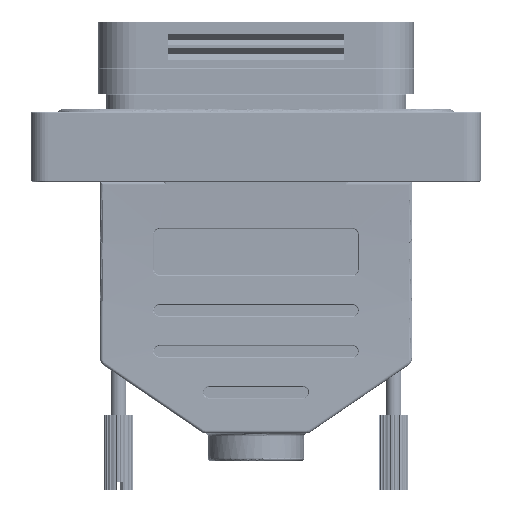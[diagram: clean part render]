
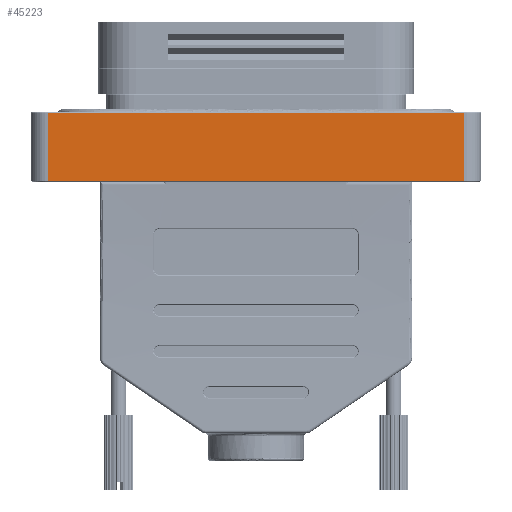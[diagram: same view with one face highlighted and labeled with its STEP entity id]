
A CAD part, front view. The second image highlights one B-rep face of the part: STEP entity #45223.
In plain terms, the highlighted planar face has unit normal (0, -1, 0).
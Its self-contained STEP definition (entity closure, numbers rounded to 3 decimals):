
#1868 = LINE ( 'NONE', #13913, #55109 ) ;
#5432 = CARTESIAN_POINT ( 'NONE',  ( 35.5, -17., -11.8 ) ) ;
#5836 = VECTOR ( 'NONE', #44169, 1000. ) ;
#6244 = VECTOR ( 'NONE', #47073, 1000. ) ;
#6428 = AXIS2_PLACEMENT_3D ( 'NONE', #16521, #60668, #37859 ) ;
#8927 = CARTESIAN_POINT ( 'NONE',  ( 35.5, -17., -12. ) ) ;
#13913 = CARTESIAN_POINT ( 'NONE',  ( -35.5, -17., -0.2 ) ) ;
#16521 = CARTESIAN_POINT ( 'NONE',  ( 0., -17., -12. ) ) ;
#17429 = CARTESIAN_POINT ( 'NONE',  ( 35.5, -17., -11.8 ) ) ;
#22408 = CARTESIAN_POINT ( 'NONE',  ( 35.5, -17., -0.2 ) ) ;
#23976 = ORIENTED_EDGE ( 'NONE', *, *, #31560, .T. ) ;
#27084 = LINE ( 'NONE', #5432, #5836 ) ;
#28404 = VERTEX_POINT ( 'NONE', #39153 ) ;
#31560 = EDGE_CURVE ( 'NONE', #44735, #40347, #68702, .T. ) ;
#32880 = EDGE_CURVE ( 'NONE', #37287, #44735, #27084, .T. ) ;
#35195 = DIRECTION ( 'NONE',  ( 0., 0., 1. ) ) ;
#35597 = DIRECTION ( 'NONE',  ( -1., 0., 0. ) ) ;
#37287 = VERTEX_POINT ( 'NONE', #38779 ) ;
#37859 = DIRECTION ( 'NONE',  ( -1., 0., 0. ) ) ;
#38779 = CARTESIAN_POINT ( 'NONE',  ( -35.5, -17., -11.8 ) ) ;
#39153 = CARTESIAN_POINT ( 'NONE',  ( -35.5, -17., -0.2 ) ) ;
#40347 = VERTEX_POINT ( 'NONE', #22408 ) ;
#43235 = PLANE ( 'NONE',  #6428 ) ;
#44169 = DIRECTION ( 'NONE',  ( 1., 0., 0. ) ) ;
#44735 = VERTEX_POINT ( 'NONE', #17429 ) ;
#45223 = ADVANCED_FACE ( 'NONE', ( #54600 ), #43235, .F. ) ;
#47073 = DIRECTION ( 'NONE',  ( 0., 0., 1. ) ) ;
#47436 = CARTESIAN_POINT ( 'NONE',  ( -35.5, -17., -12. ) ) ;
#54600 = FACE_OUTER_BOUND ( 'NONE', #55026, .T. ) ;
#54641 = EDGE_CURVE ( 'NONE', #37287, #28404, #64531, .T. ) ;
#55026 = EDGE_LOOP ( 'NONE', ( #57261, #60940, #23976, #64255 ) ) ;
#55109 = VECTOR ( 'NONE', #35597, 1000. ) ;
#55457 = EDGE_CURVE ( 'NONE', #40347, #28404, #1868, .T. ) ;
#57261 = ORIENTED_EDGE ( 'NONE', *, *, #54641, .F. ) ;
#60668 = DIRECTION ( 'NONE',  ( 0., 1., 0. ) ) ;
#60940 = ORIENTED_EDGE ( 'NONE', *, *, #32880, .T. ) ;
#61522 = VECTOR ( 'NONE', #35195, 1000. ) ;
#64255 = ORIENTED_EDGE ( 'NONE', *, *, #55457, .T. ) ;
#64531 = LINE ( 'NONE', #47436, #6244 ) ;
#68702 = LINE ( 'NONE', #8927, #61522 ) ;
